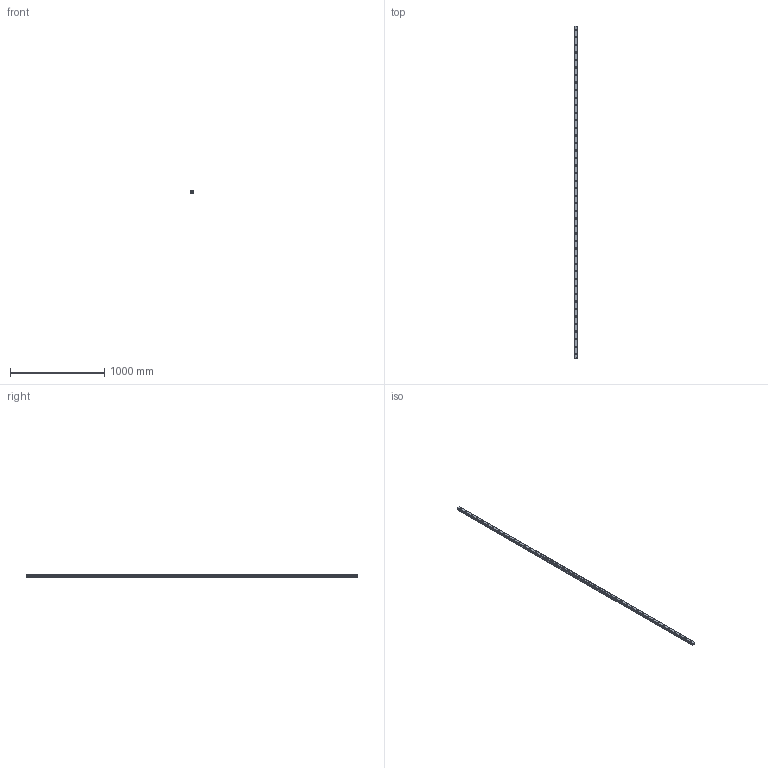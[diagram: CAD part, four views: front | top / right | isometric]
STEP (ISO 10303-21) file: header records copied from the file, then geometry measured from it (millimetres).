
FILE_DESCRIPTION(('STEP AP214'),'1');
FILE_NAME('cctmp_AD397C1D-A6E2-4E3A-8D40-7C80A4BA270A_2020_7_1_14_8_49_450..stp','2020-07-01T12:08:49',('HIWIN GmbH'),('CADClick - www.CADClick.com'),'Spatial InterOp 3D',' ','unknown authorization');
FILE_SCHEMA(('AUTOMOTIVE_DESIGN'));
Length unit declared in the file: millimetre
Products named in the file (1): HGR35R3520H_FILE
Bounding box: 34 x 3520 x 29 mm (x, y, z)
Volume: 2876496.3 mm3; surface area: 509470 mm2
Topology: 1 solids, 1 shells, 511 faces, 1119 edges, 746 vertices
Faces by surface type: cylinder 286, plane 225
Entity records: 18377 total; most frequent: DIRECTION 2715, CARTESIAN_POINT 2377, ORIENTED_EDGE 2238, EDGE_CURVE 1119, AXIS2_PLACEMENT_3D 1084, VERTEX_POINT 746, EDGE_LOOP 647, CIRCLE 572
